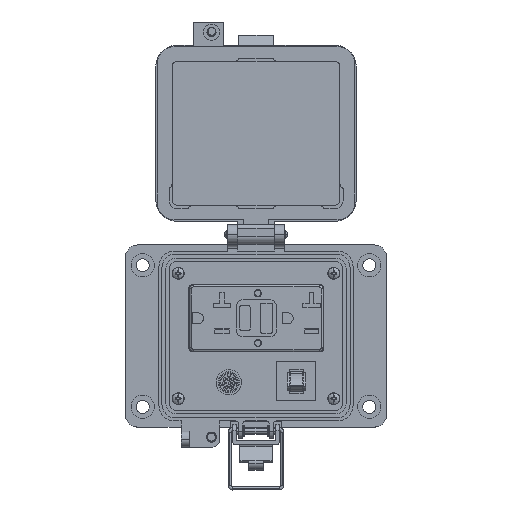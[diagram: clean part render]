
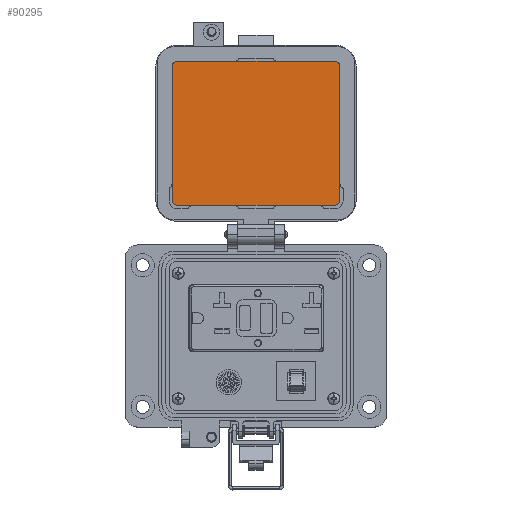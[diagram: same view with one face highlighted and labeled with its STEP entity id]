
A CAD part, top view. The second image highlights one B-rep face of the part: STEP entity #90295.
In plain terms, the highlighted planar face has unit normal (0, 0, 1).
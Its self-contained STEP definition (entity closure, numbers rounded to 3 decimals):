
#678 = AXIS2_PLACEMENT_3D ( 'NONE', #49708, #85503, #32133 ) ;
#1563 = VECTOR ( 'NONE', #3529, 1000. ) ;
#3277 = DIRECTION ( 'NONE',  ( 0., -1., 0. ) ) ;
#3529 = DIRECTION ( 'NONE',  ( 1., 0., 0. ) ) ;
#4005 = CARTESIAN_POINT ( 'NONE',  ( -44.769, 60.004, 19.202 ) ) ;
#4207 = ORIENTED_EDGE ( 'NONE', *, *, #10657, .F. ) ;
#5232 = PLANE ( 'NONE',  #678 ) ;
#7188 = DIRECTION ( 'NONE',  ( 0., 0., -1. ) ) ;
#7190 = CARTESIAN_POINT ( 'NONE',  ( -42.469, 126.389, 19.202 ) ) ;
#8168 = VECTOR ( 'NONE', #18922, 1000. ) ;
#10657 = EDGE_CURVE ( 'NONE', #93559, #36437, #76412, .T. ) ;
#15901 = AXIS2_PLACEMENT_3D ( 'NONE', #110208, #56691, #3277 ) ;
#15983 = VERTEX_POINT ( 'NONE', #46473 ) ;
#16114 = DIRECTION ( 'NONE',  ( 0., -1., 0. ) ) ;
#16822 = VECTOR ( 'NONE', #40854, 1000. ) ;
#18922 = DIRECTION ( 'NONE',  ( 0., -1., 0. ) ) ;
#19913 = LINE ( 'NONE', #106450, #114967 ) ;
#21041 = CARTESIAN_POINT ( 'NONE',  ( -3.279, 128.688, 19.202 ) ) ;
#21230 = EDGE_CURVE ( 'NONE', #68093, #15983, #40541, .T. ) ;
#22868 = CARTESIAN_POINT ( 'NONE',  ( -44.769, 93.196, 19.202 ) ) ;
#25331 = LINE ( 'NONE', #21041, #1563 ) ;
#26363 = CIRCLE ( 'NONE', #37578, 2.299 ) ;
#28108 = ORIENTED_EDGE ( 'NONE', *, *, #93795, .F. ) ;
#28704 = VERTEX_POINT ( 'NONE', #33506 ) ;
#29773 = EDGE_CURVE ( 'NONE', #57891, #93559, #42746, .T. ) ;
#31186 = ORIENTED_EDGE ( 'NONE', *, *, #94065, .F. ) ;
#32133 = DIRECTION ( 'NONE',  ( -1., 0., 0. ) ) ;
#33501 = ORIENTED_EDGE ( 'NONE', *, *, #29773, .F. ) ;
#33506 = CARTESIAN_POINT ( 'NONE',  ( 35.912, 57.705, 19.202 ) ) ;
#36437 = VERTEX_POINT ( 'NONE', #60265 ) ;
#37578 = AXIS2_PLACEMENT_3D ( 'NONE', #7190, #69480, #16114 ) ;
#40541 = LINE ( 'NONE', #22868, #16822 ) ;
#40854 = DIRECTION ( 'NONE',  ( 0., 1., 0. ) ) ;
#42746 = CIRCLE ( 'NONE', #77397, 2.299 ) ;
#43214 = DIRECTION ( 'NONE',  ( 0., 0., -1. ) ) ;
#46473 = CARTESIAN_POINT ( 'NONE',  ( -44.769, 126.389, 19.202 ) ) ;
#47166 = ORIENTED_EDGE ( 'NONE', *, *, #90920, .F. ) ;
#48731 = CIRCLE ( 'NONE', #15901, 2.299 ) ;
#49708 = CARTESIAN_POINT ( 'NONE',  ( 39.871, 130.108, 19.202 ) ) ;
#54765 = CARTESIAN_POINT ( 'NONE',  ( -42.469, 128.688, 19.202 ) ) ;
#56159 = CARTESIAN_POINT ( 'NONE',  ( -42.469, 57.705, 19.202 ) ) ;
#56691 = DIRECTION ( 'NONE',  ( 0., 0., -1. ) ) ;
#57891 = VERTEX_POINT ( 'NONE', #111432 ) ;
#59167 = ORIENTED_EDGE ( 'NONE', *, *, #21230, .F. ) ;
#60265 = CARTESIAN_POINT ( 'NONE',  ( 38.212, 60.004, 19.202 ) ) ;
#60567 = CARTESIAN_POINT ( 'NONE',  ( 35.912, 126.389, 19.202 ) ) ;
#62431 = EDGE_CURVE ( 'NONE', #86402, #57891, #25331, .T. ) ;
#65848 = EDGE_CURVE ( 'NONE', #80132, #68093, #71083, .T. ) ;
#68093 = VERTEX_POINT ( 'NONE', #4005 ) ;
#69477 = DIRECTION ( 'NONE',  ( 1., 0., 0. ) ) ;
#69480 = DIRECTION ( 'NONE',  ( 0., 0., -1. ) ) ;
#70451 = DIRECTION ( 'NONE',  ( -1., 0., 0. ) ) ;
#71083 = CIRCLE ( 'NONE', #88341, 2.299 ) ;
#72346 = CARTESIAN_POINT ( 'NONE',  ( 38.212, 93.196, 19.202 ) ) ;
#76412 = LINE ( 'NONE', #72346, #8168 ) ;
#77397 = AXIS2_PLACEMENT_3D ( 'NONE', #60567, #7188, #69477 ) ;
#80132 = VERTEX_POINT ( 'NONE', #56159 ) ;
#85503 = DIRECTION ( 'NONE',  ( 0., 0., 1. ) ) ;
#86402 = VERTEX_POINT ( 'NONE', #54765 ) ;
#88341 = AXIS2_PLACEMENT_3D ( 'NONE', #96621, #43214, #105652 ) ;
#90295 = ADVANCED_FACE ( 'NONE', ( #94024 ), #5232, .T. ) ;
#90920 = EDGE_CURVE ( 'NONE', #28704, #80132, #19913, .T. ) ;
#93559 = VERTEX_POINT ( 'NONE', #97714 ) ;
#93795 = EDGE_CURVE ( 'NONE', #36437, #28704, #48731, .T. ) ;
#94024 = FACE_OUTER_BOUND ( 'NONE', #94311, .T. ) ;
#94065 = EDGE_CURVE ( 'NONE', #15983, #86402, #26363, .T. ) ;
#94170 = ORIENTED_EDGE ( 'NONE', *, *, #62431, .F. ) ;
#94311 = EDGE_LOOP ( 'NONE', ( #28108, #4207, #33501, #94170, #31186, #59167, #102357, #47166 ) ) ;
#96621 = CARTESIAN_POINT ( 'NONE',  ( -42.469, 60.004, 19.202 ) ) ;
#97714 = CARTESIAN_POINT ( 'NONE',  ( 38.212, 126.389, 19.202 ) ) ;
#102357 = ORIENTED_EDGE ( 'NONE', *, *, #65848, .F. ) ;
#105652 = DIRECTION ( 'NONE',  ( 1., 0., 0. ) ) ;
#106450 = CARTESIAN_POINT ( 'NONE',  ( -3.279, 57.705, 19.202 ) ) ;
#110208 = CARTESIAN_POINT ( 'NONE',  ( 35.912, 60.004, 19.202 ) ) ;
#111432 = CARTESIAN_POINT ( 'NONE',  ( 35.912, 128.688, 19.202 ) ) ;
#114967 = VECTOR ( 'NONE', #70451, 1000. ) ;
